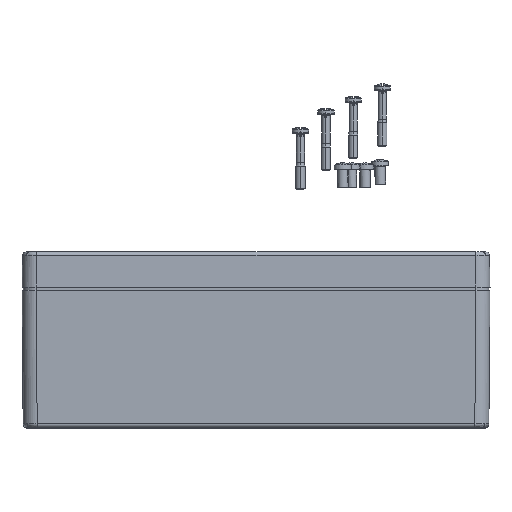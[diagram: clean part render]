
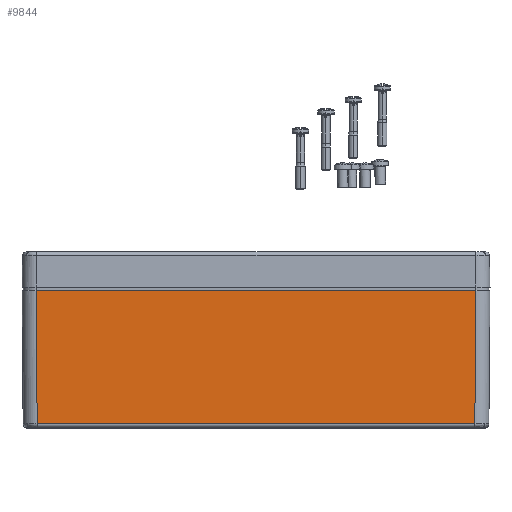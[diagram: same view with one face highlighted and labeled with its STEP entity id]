
A CAD part, top view. The second image highlights one B-rep face of the part: STEP entity #9844.
In plain terms, the highlighted planar face has unit normal (0, -0.008, 1).
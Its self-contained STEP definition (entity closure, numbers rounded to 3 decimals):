
#4718 = VERTEX_POINT('',#4719);
#4719 = CARTESIAN_POINT('',(-93.518,-60.012,
    74.518));
#9317 = VERTEX_POINT('',#9318);
#9318 = CARTESIAN_POINT('',(-93.976,-3.,74.976));
#9327 = EDGE_CURVE('',#9328,#9317,#9330,.T.);
#9328 = VERTEX_POINT('',#9329);
#9329 = CARTESIAN_POINT('',(93.976,-3.,74.976));
#9330 = LINE('',#9331,#9332);
#9331 = CARTESIAN_POINT('',(-100.,-3.,74.976));
#9332 = VECTOR('',#9333,1.);
#9333 = DIRECTION('',(-1.,0.,0.));
#9718 = VERTEX_POINT('',#9719);
#9719 = CARTESIAN_POINT('',(93.518,-60.012,
    74.518));
#9771 = EDGE_CURVE('',#4718,#9718,#9772,.T.);
#9772 = LINE('',#9773,#9774);
#9773 = CARTESIAN_POINT('',(-100.,-60.012,74.518));
#9774 = VECTOR('',#9775,1.);
#9775 = DIRECTION('',(1.,0.,0.));
#9844 = ADVANCED_FACE('',(#9845),#9861,.T.);
#9845 = FACE_BOUND('',#9846,.T.);
#9846 = EDGE_LOOP('',(#9847,#9853,#9854,#9860));
#9847 = ORIENTED_EDGE('',*,*,#9848,.T.);
#9848 = EDGE_CURVE('',#9718,#9328,#9849,.T.);
#9849 = LINE('',#9850,#9851);
#9850 = CARTESIAN_POINT('',(93.988,-1.557,
    74.987));
#9851 = VECTOR('',#9852,1.);
#9852 = DIRECTION('',(0.008,1.,
    0.008));
#9853 = ORIENTED_EDGE('',*,*,#9327,.T.);
#9854 = ORIENTED_EDGE('',*,*,#9855,.T.);
#9855 = EDGE_CURVE('',#9317,#4718,#9856,.T.);
#9856 = LINE('',#9857,#9858);
#9857 = CARTESIAN_POINT('',(-94.001,0.048,
    75.));
#9858 = VECTOR('',#9859,1.);
#9859 = DIRECTION('',(0.008,-1.,
    -0.008));
#9860 = ORIENTED_EDGE('',*,*,#9771,.T.);
#9861 = PLANE('',#9862);
#9862 = AXIS2_PLACEMENT_3D('',#9863,#9864,#9865);
#9863 = CARTESIAN_POINT('',(-100.,0.,75.));
#9864 = DIRECTION('',(0.,-0.008,1.));
#9865 = DIRECTION('',(0.,-1.,-0.008));
